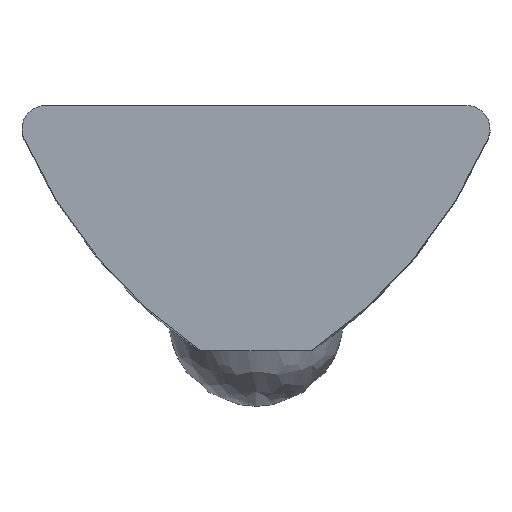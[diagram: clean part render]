
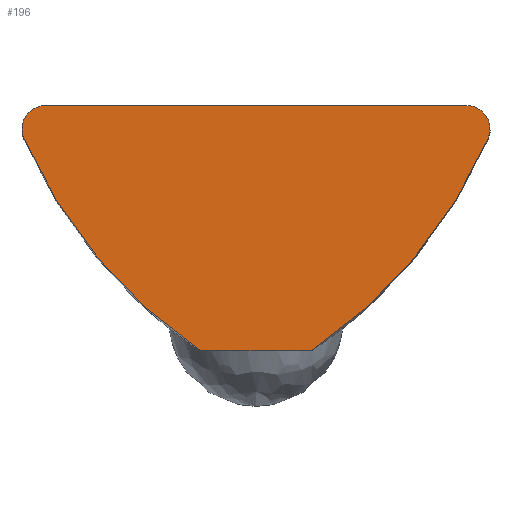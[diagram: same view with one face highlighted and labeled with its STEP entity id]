
A CAD part, top view. The second image highlights one B-rep face of the part: STEP entity #196.
In plain terms, the highlighted planar face has unit normal (0, 0, 1).
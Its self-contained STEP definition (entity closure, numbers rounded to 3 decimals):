
#13 = EDGE_CURVE ( 'NONE', #61, #379, #51, .T. ) ;
#21 = DIRECTION ( 'NONE',  ( -1., 0., 0. ) ) ;
#45 = CARTESIAN_POINT ( 'NONE',  ( -0.95, -4.2, 12. ) ) ;
#51 = CIRCLE ( 'NONE', #413, 0.4 ) ;
#54 = CARTESIAN_POINT ( 'NONE',  ( 3.612, -0.4, 12. ) ) ;
#55 = DIRECTION ( 'NONE',  ( -1., 0., 0. ) ) ;
#61 = VERTEX_POINT ( 'NONE', #315 ) ;
#83 = CIRCLE ( 'NONE', #267, 8.5 ) ;
#92 = CARTESIAN_POINT ( 'NONE',  ( -3.811, 2.842, 12. ) ) ;
#93 = DIRECTION ( 'NONE',  ( -1., 0., 0. ) ) ;
#103 = VERTEX_POINT ( 'NONE', #412 ) ;
#104 = VECTOR ( 'NONE', #93, 1000. ) ;
#145 = VERTEX_POINT ( 'NONE', #166 ) ;
#166 = CARTESIAN_POINT ( 'NONE',  ( -3.612, 0., 12. ) ) ;
#180 = CARTESIAN_POINT ( 'NONE',  ( -3.811, -4.2, 12. ) ) ;
#190 = FACE_OUTER_BOUND ( 'NONE', #573, .T. ) ;
#196 = ADVANCED_FACE ( 'NONE', ( #190 ), #513, .T. ) ;
#201 = DIRECTION ( 'NONE',  ( 0., 0., -1. ) ) ;
#205 = DIRECTION ( 'NONE',  ( 0., 0., -1. ) ) ;
#236 = DIRECTION ( 'NONE',  ( -1., 0., 0. ) ) ;
#239 = VERTEX_POINT ( 'NONE', #45 ) ;
#241 = DIRECTION ( 'NONE',  ( -1., 0., 0. ) ) ;
#243 = CARTESIAN_POINT ( 'NONE',  ( -4.012, -0.4, 12. ) ) ;
#255 = AXIS2_PLACEMENT_3D ( 'NONE', #295, #201, #389 ) ;
#267 = AXIS2_PLACEMENT_3D ( 'NONE', #374, #332, #55 ) ;
#273 = EDGE_CURVE ( 'NONE', #239, #103, #510, .T. ) ;
#295 = CARTESIAN_POINT ( 'NONE',  ( -3.612, -0.4, 12. ) ) ;
#299 = AXIS2_PLACEMENT_3D ( 'NONE', #528, #579, #241 ) ;
#305 = CARTESIAN_POINT ( 'NONE',  ( -3.612, -0.4, 12. ) ) ;
#307 = EDGE_CURVE ( 'NONE', #571, #587, #328, .T. ) ;
#315 = CARTESIAN_POINT ( 'NONE',  ( -3.979, -0.56, 12. ) ) ;
#319 = EDGE_CURVE ( 'NONE', #587, #145, #343, .T. ) ;
#328 = CIRCLE ( 'NONE', #568, 0.4 ) ;
#332 = DIRECTION ( 'NONE',  ( 0., 0., 1. ) ) ;
#334 = ORIENTED_EDGE ( 'NONE', *, *, #307, .T. ) ;
#336 = DIRECTION ( 'NONE',  ( 0., 0., 1. ) ) ;
#343 = LINE ( 'NONE', #423, #104 ) ;
#344 = ORIENTED_EDGE ( 'NONE', *, *, #13, .F. ) ;
#355 = CIRCLE ( 'NONE', #255, 0.4 ) ;
#371 = ORIENTED_EDGE ( 'NONE', *, *, #418, .T. ) ;
#374 = CARTESIAN_POINT ( 'NONE',  ( -3.811, 2.842, 12. ) ) ;
#379 = VERTEX_POINT ( 'NONE', #243 ) ;
#386 = ORIENTED_EDGE ( 'NONE', *, *, #319, .T. ) ;
#389 = DIRECTION ( 'NONE',  ( -1., 0., 0. ) ) ;
#394 = VECTOR ( 'NONE', #467, 1000. ) ;
#409 = CIRCLE ( 'NONE', #299, 8.5 ) ;
#412 = CARTESIAN_POINT ( 'NONE',  ( 0.95, -4.2, 12. ) ) ;
#413 = AXIS2_PLACEMENT_3D ( 'NONE', #305, #205, #21 ) ;
#417 = DIRECTION ( 'NONE',  ( 0., 0., 1. ) ) ;
#418 = EDGE_CURVE ( 'NONE', #103, #571, #83, .T. ) ;
#423 = CARTESIAN_POINT ( 'NONE',  ( 3.612, 0., 12. ) ) ;
#424 = ORIENTED_EDGE ( 'NONE', *, *, #273, .T. ) ;
#451 = EDGE_CURVE ( 'NONE', #61, #239, #409, .T. ) ;
#467 = DIRECTION ( 'NONE',  ( 1., 0., 0. ) ) ;
#500 = CARTESIAN_POINT ( 'NONE',  ( 3.979, -0.56, 12. ) ) ;
#502 = ORIENTED_EDGE ( 'NONE', *, *, #514, .F. ) ;
#510 = LINE ( 'NONE', #180, #394 ) ;
#513 = PLANE ( 'NONE',  #612 ) ;
#514 = EDGE_CURVE ( 'NONE', #379, #145, #355, .T. ) ;
#517 = DIRECTION ( 'NONE',  ( 1., 0., 0. ) ) ;
#528 = CARTESIAN_POINT ( 'NONE',  ( 3.811, 2.842, 12. ) ) ;
#558 = CARTESIAN_POINT ( 'NONE',  ( 3.612, 0., 12. ) ) ;
#568 = AXIS2_PLACEMENT_3D ( 'NONE', #54, #336, #236 ) ;
#571 = VERTEX_POINT ( 'NONE', #500 ) ;
#573 = EDGE_LOOP ( 'NONE', ( #344, #605, #424, #371, #334, #386, #502 ) ) ;
#579 = DIRECTION ( 'NONE',  ( 0., 0., 1. ) ) ;
#587 = VERTEX_POINT ( 'NONE', #558 ) ;
#605 = ORIENTED_EDGE ( 'NONE', *, *, #451, .T. ) ;
#612 = AXIS2_PLACEMENT_3D ( 'NONE', #92, #417, #517 ) ;
